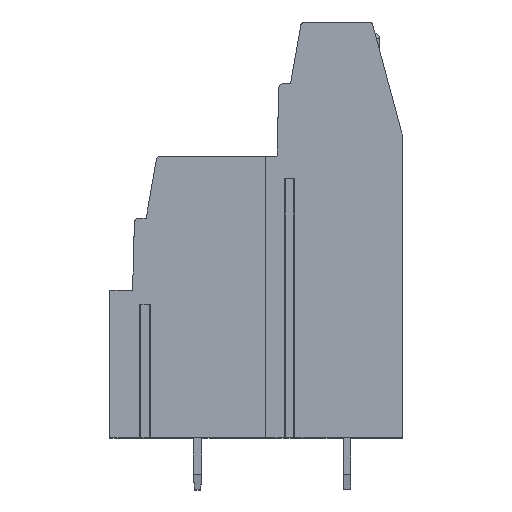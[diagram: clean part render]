
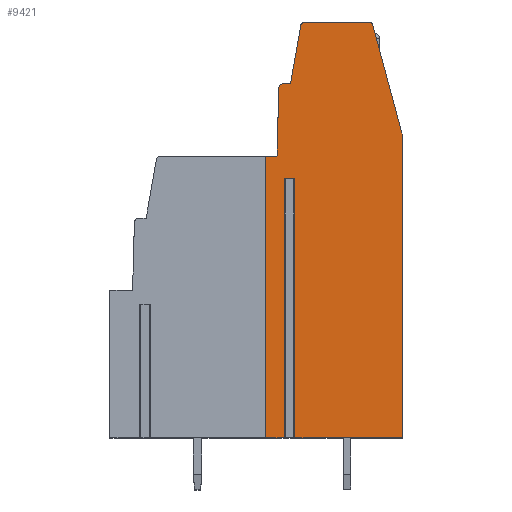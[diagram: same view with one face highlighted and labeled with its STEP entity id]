
A CAD part, top view. The second image highlights one B-rep face of the part: STEP entity #9421.
In plain terms, the highlighted planar face has unit normal (0, 0, 1).
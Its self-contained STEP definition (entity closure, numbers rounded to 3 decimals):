
#13=DIRECTION('',(-1.,0.,0.));
#14=VECTOR('',#13,0.743);
#15=CARTESIAN_POINT('',(1.908,2.65,33.02));
#16=LINE('',#15,#14);
#17=DIRECTION('',(0.,-1.,0.));
#18=VECTOR('',#17,17.55);
#19=CARTESIAN_POINT('',(1.165,2.65,33.02));
#20=LINE('',#19,#18);
#21=DIRECTION('',(1.,0.,0.));
#22=VECTOR('',#21,1.228);
#23=CARTESIAN_POINT('',(-0.063,-14.9,33.02));
#24=LINE('',#23,#22);
#25=DIRECTION('',(-1.,0.,0.));
#26=VECTOR('',#25,0.75);
#27=CARTESIAN_POINT('',(0.687,4.2,33.02));
#28=LINE('',#27,#26);
#29=DIRECTION('',(-0.026,-1.,0.));
#30=VECTOR('',#29,4.609);
#31=CARTESIAN_POINT('',(0.808,8.808,33.02));
#32=LINE('',#31,#30);
#33=CARTESIAN_POINT('',(1.108,8.8,33.02));
#34=DIRECTION('',(0.,0.,1.));
#35=DIRECTION('',(0.,1.,0.));
#36=AXIS2_PLACEMENT_3D('',#33,#34,#35);
#38=DIRECTION('',(-1.,0.,0.));
#39=VECTOR('',#38,0.497);
#40=CARTESIAN_POINT('',(1.605,9.1,33.02));
#41=LINE('',#40,#39);
#42=DIRECTION('',(-0.174,-0.985,0.));
#43=VECTOR('',#42,4.013);
#44=CARTESIAN_POINT('',(2.301,13.052,33.02));
#45=LINE('',#44,#43);
#46=CARTESIAN_POINT('',(2.597,13.,33.02));
#47=DIRECTION('',(0.,0.,1.));
#48=DIRECTION('',(0.,1.,0.));
#49=AXIS2_PLACEMENT_3D('',#46,#47,#48);
#51=DIRECTION('',(-1.,0.,0.));
#52=VECTOR('',#51,4.31);
#53=CARTESIAN_POINT('',(6.907,13.3,33.02));
#54=LINE('',#53,#52);
#55=CARTESIAN_POINT('',(6.907,13.,33.02));
#56=DIRECTION('',(0.,0.,1.));
#57=DIRECTION('',(0.966,0.259,0.));
#58=AXIS2_PLACEMENT_3D('',#55,#56,#57);
#60=CARTESIAN_POINT('',(8.187,5.518,33.02));
#61=DIRECTION('',(0.,0.,1.));
#62=DIRECTION('',(1.,0.,0.));
#63=AXIS2_PLACEMENT_3D('',#60,#61,#62);
#65=DIRECTION('',(0.,1.,0.));
#66=VECTOR('',#65,20.418);
#67=CARTESIAN_POINT('',(9.187,-14.9,33.02));
#68=LINE('',#67,#66);
#69=DIRECTION('',(1.,0.,0.));
#70=VECTOR('',#69,7.279);
#71=CARTESIAN_POINT('',(1.908,-14.9,33.02));
#72=LINE('',#71,#70);
#73=DIRECTION('',(0.,-1.,0.));
#74=VECTOR('',#73,17.55);
#75=CARTESIAN_POINT('',(1.908,2.65,33.02));
#76=LINE('',#75,#74);
#1687=DIRECTION('',(-0.259,0.966,0.));
#1688=VECTOR('',#1687,7.558);
#1689=CARTESIAN_POINT('',(9.153,5.777,33.02));
#1690=LINE('',#1689,#1688);
#3908=DIRECTION('',(0.,-1.,0.));
#3909=VECTOR('',#3908,19.1);
#3910=CARTESIAN_POINT('',(-0.063,4.2,33.02));
#3911=LINE('',#3910,#3909);
#7380=CARTESIAN_POINT('',(9.187,-14.9,33.02));
#7381=CARTESIAN_POINT('',(9.187,5.518,33.02));
#7382=VERTEX_POINT('',#7380);
#7383=VERTEX_POINT('',#7381);
#7384=CARTESIAN_POINT('',(9.153,5.777,33.02));
#7385=VERTEX_POINT('',#7384);
#7386=CARTESIAN_POINT('',(7.197,13.078,33.02));
#7387=CARTESIAN_POINT('',(6.907,13.3,33.02));
#7388=VERTEX_POINT('',#7386);
#7389=VERTEX_POINT('',#7387);
#7390=CARTESIAN_POINT('',(2.597,13.3,33.02));
#7391=VERTEX_POINT('',#7390);
#7392=CARTESIAN_POINT('',(2.301,13.052,33.02));
#7393=VERTEX_POINT('',#7392);
#7394=CARTESIAN_POINT('',(1.605,9.1,33.02));
#7395=VERTEX_POINT('',#7394);
#7396=CARTESIAN_POINT('',(1.108,9.1,33.02));
#7397=VERTEX_POINT('',#7396);
#7398=CARTESIAN_POINT('',(0.808,8.808,33.02));
#7399=VERTEX_POINT('',#7398);
#7400=CARTESIAN_POINT('',(0.687,4.2,33.02));
#7401=VERTEX_POINT('',#7400);
#7444=CARTESIAN_POINT('',(-0.063,-14.9,33.02));
#7446=VERTEX_POINT('',#7444);
#7452=CARTESIAN_POINT('',(-0.063,4.2,33.02));
#7453=VERTEX_POINT('',#7452);
#7528=CARTESIAN_POINT('',(1.908,2.65,33.02));
#7529=CARTESIAN_POINT('',(1.165,2.65,33.02));
#7530=VERTEX_POINT('',#7528);
#7531=VERTEX_POINT('',#7529);
#7532=CARTESIAN_POINT('',(1.908,-14.9,33.02));
#7533=VERTEX_POINT('',#7532);
#7534=CARTESIAN_POINT('',(1.165,-14.9,33.02));
#7535=VERTEX_POINT('',#7534);
#9380=CARTESIAN_POINT('',(0.,0.,33.02));
#9381=DIRECTION('',(0.,0.,1.));
#9382=DIRECTION('',(1.,0.,0.));
#9383=AXIS2_PLACEMENT_3D('',#9380,#9381,#9382);
#9384=PLANE('',#9383);
#9386=ORIENTED_EDGE('',*,*,#9385,.T.);
#9388=ORIENTED_EDGE('',*,*,#9387,.T.);
#9390=ORIENTED_EDGE('',*,*,#9389,.F.);
#9392=ORIENTED_EDGE('',*,*,#9391,.F.);
#9394=ORIENTED_EDGE('',*,*,#9393,.F.);
#9396=ORIENTED_EDGE('',*,*,#9395,.F.);
#9398=ORIENTED_EDGE('',*,*,#9397,.F.);
#9400=ORIENTED_EDGE('',*,*,#9399,.F.);
#9402=ORIENTED_EDGE('',*,*,#9401,.F.);
#9404=ORIENTED_EDGE('',*,*,#9403,.F.);
#9406=ORIENTED_EDGE('',*,*,#9405,.F.);
#9408=ORIENTED_EDGE('',*,*,#9407,.F.);
#9410=ORIENTED_EDGE('',*,*,#9409,.F.);
#9412=ORIENTED_EDGE('',*,*,#9411,.F.);
#9414=ORIENTED_EDGE('',*,*,#9413,.F.);
#9416=ORIENTED_EDGE('',*,*,#9415,.F.);
#9418=ORIENTED_EDGE('',*,*,#9417,.F.);
#9419=EDGE_LOOP('',(#9386,#9388,#9390,#9392,#9394,#9396,#9398,#9400,#9402,#9404,
#9406,#9408,#9410,#9412,#9414,#9416,#9418));
#9420=FACE_OUTER_BOUND('',#9419,.F.);
#37=CIRCLE('',#36,0.3);
#50=CIRCLE('',#49,0.3);
#59=CIRCLE('',#58,0.3);
#64=CIRCLE('',#63,1.);
#9385=EDGE_CURVE('',#7530,#7531,#16,.T.);
#9387=EDGE_CURVE('',#7531,#7535,#20,.T.);
#9389=EDGE_CURVE('',#7446,#7535,#24,.T.);
#9391=EDGE_CURVE('',#7453,#7446,#3911,.T.);
#9393=EDGE_CURVE('',#7401,#7453,#28,.T.);
#9395=EDGE_CURVE('',#7399,#7401,#32,.T.);
#9397=EDGE_CURVE('',#7397,#7399,#37,.T.);
#9399=EDGE_CURVE('',#7395,#7397,#41,.T.);
#9401=EDGE_CURVE('',#7393,#7395,#45,.T.);
#9403=EDGE_CURVE('',#7391,#7393,#50,.T.);
#9405=EDGE_CURVE('',#7389,#7391,#54,.T.);
#9407=EDGE_CURVE('',#7388,#7389,#59,.T.);
#9409=EDGE_CURVE('',#7385,#7388,#1690,.T.);
#9411=EDGE_CURVE('',#7383,#7385,#64,.T.);
#9413=EDGE_CURVE('',#7382,#7383,#68,.T.);
#9415=EDGE_CURVE('',#7533,#7382,#72,.T.);
#9417=EDGE_CURVE('',#7530,#7533,#76,.T.);
#9421=ADVANCED_FACE('',(#9420),#9384,.T.);
